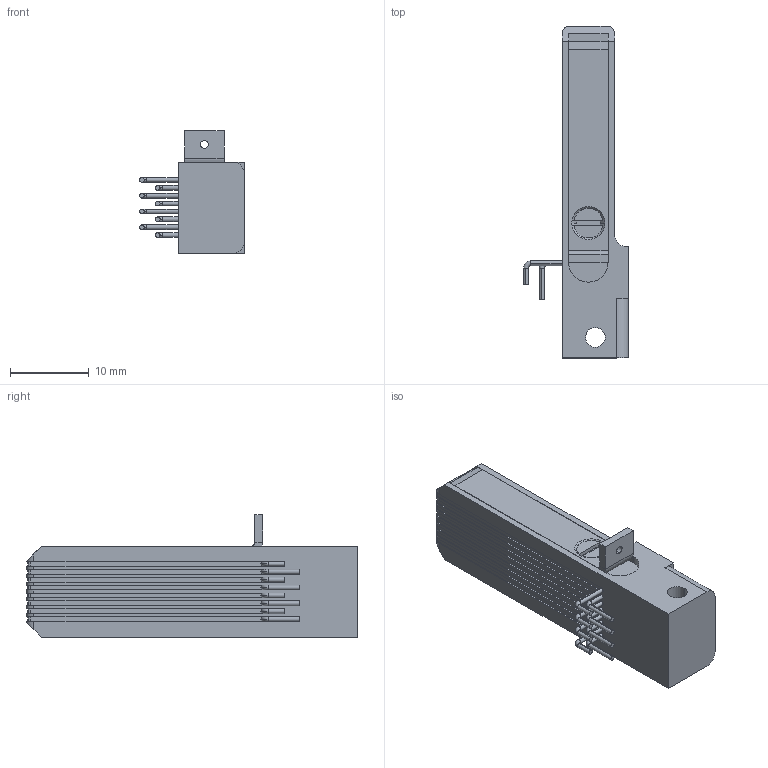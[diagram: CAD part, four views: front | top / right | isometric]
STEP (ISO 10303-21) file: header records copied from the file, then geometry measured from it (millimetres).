
FILE_DESCRIPTION (( 'STEP AP214' ), '1' );
FILE_NAME ('41164~0.STEP', '2018-01-29T06:51:25', ( '' ), ( '' ), 'SwSTEP 2.0', 'SolidWorks 2016', '' );
FILE_SCHEMA (( 'AUTOMOTIVE_DESIGN' ));
Length unit declared in the file: millimetre
Products named in the file (5): 19743~0; 17826~0; 41164~0; 41162~0_S; 41163~1_S
Assembly tree (4 placements, depth 3):
  41164~0
    41162~0_S
      17826~0
    41163~1_S
    19743~0
Bounding box: 13.3 x 42.1 x 15.56 mm (x, y, z)
Volume: 3385.9 mm3; surface area: 2662.3 mm2
Topology: 11 solids, 11 shells, 257 faces, 685 edges, 450 vertices
Faces by surface type: plane 138, cylinder 93, torus 18, cone 8
Entity records: 10388 total; most frequent: DIRECTION 1512, CARTESIAN_POINT 1422, ORIENTED_EDGE 1366, EDGE_CURVE 683, AXIS2_PLACEMENT_3D 572, VERTEX_POINT 450, LINE 368, VECTOR 368
